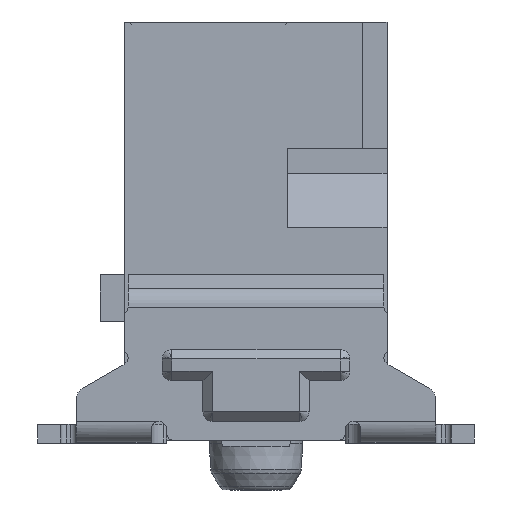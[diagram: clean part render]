
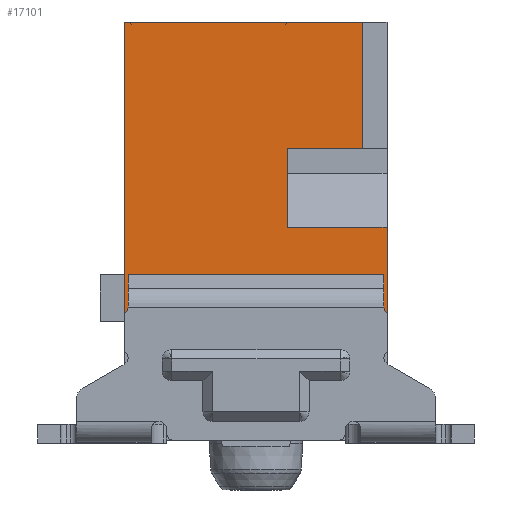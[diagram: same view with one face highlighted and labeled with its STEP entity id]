
A CAD part, left-side view. The second image highlights one B-rep face of the part: STEP entity #17101.
In plain terms, the highlighted planar face has unit normal (-1, 0, 0).
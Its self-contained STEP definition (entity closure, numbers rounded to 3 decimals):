
#1590=FACE_OUTER_BOUND($,#2551,.T.);
#2551=EDGE_LOOP($,(#14512,#14513,#14514,#14515,#14516,#14517,#14518,#14519));
#4311=LINE($,#27345,#6259);
#4312=LINE($,#27347,#6260);
#4313=LINE($,#27349,#6261);
#4314=LINE($,#27351,#6262);
#4315=LINE($,#27353,#6263);
#4316=LINE($,#27355,#6264);
#4317=LINE($,#27357,#6265);
#4318=LINE($,#27358,#6266);
#6259=VECTOR($,#22534,1.2);
#6260=VECTOR($,#22535,2.02);
#6261=VECTOR($,#22536,3.8);
#6262=VECTOR($,#22537,4.9);
#6263=VECTOR($,#22538,4.2);
#6264=VECTOR($,#22539,1.614);
#6265=VECTOR($,#22540,1.6);
#6266=VECTOR($,#22541,1.266);
#7978=VERTEX_POINT($,#27343);
#7979=VERTEX_POINT($,#27344);
#7980=VERTEX_POINT($,#27346);
#7981=VERTEX_POINT($,#27348);
#7982=VERTEX_POINT($,#27350);
#7983=VERTEX_POINT($,#27352);
#7984=VERTEX_POINT($,#27354);
#7985=VERTEX_POINT($,#27356);
#10224=EDGE_CURVE($,#7978,#7979,#4311,.T.);
#10225=EDGE_CURVE($,#7979,#7980,#4312,.T.);
#10226=EDGE_CURVE($,#7981,#7980,#4313,.T.);
#10227=EDGE_CURVE($,#7981,#7982,#4314,.T.);
#10228=EDGE_CURVE($,#7982,#7983,#4315,.T.);
#10229=EDGE_CURVE($,#7984,#7983,#4316,.T.);
#10230=EDGE_CURVE($,#7985,#7984,#4317,.T.);
#10231=EDGE_CURVE($,#7978,#7985,#4318,.T.);
#14512=ORIENTED_EDGE($,*,*,#10224,.T.);
#14513=ORIENTED_EDGE($,*,*,#10225,.T.);
#14514=ORIENTED_EDGE($,*,*,#10226,.F.);
#14515=ORIENTED_EDGE($,*,*,#10227,.T.);
#14516=ORIENTED_EDGE($,*,*,#10228,.T.);
#14517=ORIENTED_EDGE($,*,*,#10229,.F.);
#14518=ORIENTED_EDGE($,*,*,#10230,.F.);
#14519=ORIENTED_EDGE($,*,*,#10231,.F.);
#16216=PLANE($,#18560);
#17101=ADVANCED_FACE($,(#1590),#16216,.F.);
#18560=AXIS2_PLACEMENT_3D($,#27342,#22532,#22533);
#22532=DIRECTION('center_axis',(1.,0.,0.));
#22533=DIRECTION('ref_axis',(0.,1.,0.));
#22534=DIRECTION($,(0.,-1.,0.));
#22535=DIRECTION($,(0.,0.,1.));
#22536=DIRECTION($,(0.,-1.,0.));
#22537=DIRECTION($,(0.,0.,-1.));
#22538=DIRECTION($,(0.,-1.,0.));
#22539=DIRECTION($,(0.,0.,-1.));
#22540=DIRECTION($,(0.,-1.,0.));
#22541=DIRECTION($,(0.,0.,-1.));
#27342=CARTESIAN_POINT('Origin',(-9.63,-2.1,1.75));
#27343=CARTESIAN_POINT('',(-9.63,-0.5,4.73));
#27344=CARTESIAN_POINT('',(-9.63,-1.7,4.73));
#27345=CARTESIAN_POINT($,(-9.63,-0.5,4.73));
#27346=CARTESIAN_POINT('',(-9.63,-1.7,6.75));
#27347=CARTESIAN_POINT($,(-9.63,-1.7,0.049));
#27348=CARTESIAN_POINT('',(-9.63,2.1,6.75));
#27349=CARTESIAN_POINT($,(-9.63,2.1,6.75));
#27350=CARTESIAN_POINT('',(-9.63,2.1,1.85));
#27351=CARTESIAN_POINT($,(-9.63,2.1,1.75));
#27352=CARTESIAN_POINT('',(-9.63,-2.1,1.85));
#27353=CARTESIAN_POINT($,(-9.63,4.624,1.85));
#27354=CARTESIAN_POINT('',(-9.63,-2.1,3.464));
#27355=CARTESIAN_POINT($,(-9.63,-2.1,1.75));
#27356=CARTESIAN_POINT('',(-9.63,-0.5,3.464));
#27357=CARTESIAN_POINT($,(-9.63,-0.5,3.464));
#27358=CARTESIAN_POINT($,(-9.63,-0.5,3.464));
